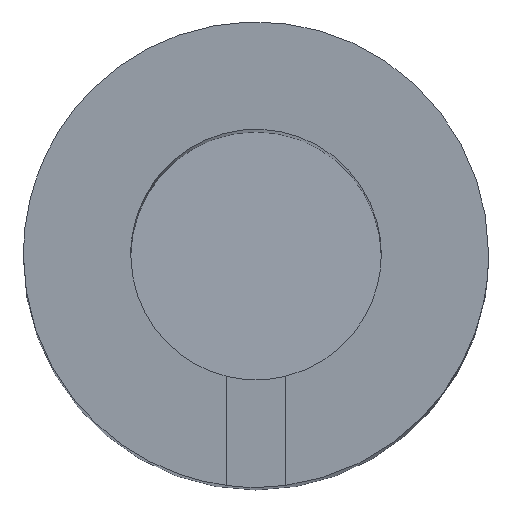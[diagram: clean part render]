
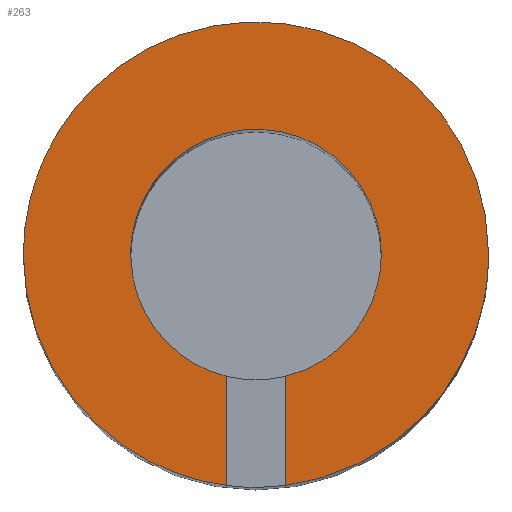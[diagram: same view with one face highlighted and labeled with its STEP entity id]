
A CAD part, top view. The second image highlights one B-rep face of the part: STEP entity #263.
In plain terms, the highlighted planar face has unit normal (0, -0.07, 0.998).
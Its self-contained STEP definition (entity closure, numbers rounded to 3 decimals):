
#3 = CARTESIAN_POINT ( 'NONE',  ( -3.9, 0., 26.598 ) ) ;
#6 = VERTEX_POINT ( 'NONE', #40 ) ;
#17 = EDGE_CURVE ( 'NONE', #136, #42, #211, .T. ) ;
#20 = CARTESIAN_POINT ( 'NONE',  ( 1.478, -1.8, 26.472 ) ) ;
#22 = CARTESIAN_POINT ( 'NONE',  ( -2.541, -3.604, 26.346 ) ) ;
#28 = DIRECTION ( 'NONE',  ( 0., 0.998, 0.07 ) ) ;
#32 = PLANE ( 'NONE',  #221 ) ;
#33 = VERTEX_POINT ( 'NONE', #218 ) ;
#38 = CARTESIAN_POINT ( 'NONE',  ( 0.5, -3.868, 26.327 ) ) ;
#40 = CARTESIAN_POINT ( 'NONE',  ( -2.1, 0., 26.598 ) ) ;
#42 = VERTEX_POINT ( 'NONE', #61 ) ;
#46 = CARTESIAN_POINT ( 'NONE',  ( -0.5, -3.868, 26.327 ) ) ;
#51 = CARTESIAN_POINT ( 'NONE',  ( -0.5, 0.063, 26.602 ) ) ;
#52 = CARTESIAN_POINT ( 'NONE',  ( -2.1, 4.2, 26.891 ) ) ;
#54 = EDGE_CURVE ( 'NONE', #6, #222, #252, .T. ) ;
#58 = ORIENTED_EDGE ( 'NONE', *, *, #275, .F. ) ;
#61 = CARTESIAN_POINT ( 'NONE',  ( 3.9, 0., 26.598 ) ) ;
#66 = ORIENTED_EDGE ( 'NONE', *, *, #150, .F. ) ;
#76 =( BOUNDED_CURVE ( )  B_SPLINE_CURVE ( 3, ( #313, #20, #268, #94 ),
 .UNSPECIFIED., .F., .T. ) 
 B_SPLINE_CURVE_WITH_KNOTS ( ( 4, 4 ),
 ( 0.24, 1.571 ),
 .UNSPECIFIED. ) 
 CURVE ( )  GEOMETRIC_REPRESENTATION_ITEM ( )  RATIONAL_B_SPLINE_CURVE ( ( 1., 0.858, 0.858, 1. ) ) 
 REPRESENTATION_ITEM ( '' )  );
#77 = CARTESIAN_POINT ( 'NONE',  ( -0.5, -3.868, 26.327 ) ) ;
#82 = ORIENTED_EDGE ( 'NONE', *, *, #17, .T. ) ;
#84 = VECTOR ( 'NONE', #28, 1000. ) ;
#94 = CARTESIAN_POINT ( 'NONE',  ( 2.1, 0., 26.598 ) ) ;
#104 = ORIENTED_EDGE ( 'NONE', *, *, #267, .T. ) ;
#109 = CARTESIAN_POINT ( 'NONE',  ( -2.1, 0., 26.598 ) ) ;
#113 =( BOUNDED_CURVE ( )  B_SPLINE_CURVE ( 3, ( #147, #261, #179, #151 ),
 .UNSPECIFIED., .F., .F. ) 
 B_SPLINE_CURVE_WITH_KNOTS ( ( 4, 4 ),
 ( 1.571, 4.712 ),
 .UNSPECIFIED. ) 
 CURVE ( )  GEOMETRIC_REPRESENTATION_ITEM ( )  RATIONAL_B_SPLINE_CURVE ( ( 1., 0.333, 0.333, 1. ) ) 
 REPRESENTATION_ITEM ( '' )  );
#114 = VERTEX_POINT ( 'NONE', #174 ) ;
#120 = CARTESIAN_POINT ( 'NONE',  ( -3.9, 0., 26.598 ) ) ;
#122 =( BOUNDED_CURVE ( )  B_SPLINE_CURVE ( 3, ( #120, #201, #22, #46 ),
 .UNSPECIFIED., .F., .T. ) 
 B_SPLINE_CURVE_WITH_KNOTS ( ( 4, 4 ),
 ( 4.712, 6.155 ),
 .UNSPECIFIED. ) 
 CURVE ( )  GEOMETRIC_REPRESENTATION_ITEM ( )  RATIONAL_B_SPLINE_CURVE ( ( 1., 0.834, 0.834, 1. ) ) 
 REPRESENTATION_ITEM ( '' )  );
#124 = DIRECTION ( 'NONE',  ( 1., 0., 0. ) ) ;
#130 = CARTESIAN_POINT ( 'NONE',  ( -2.1, 0., 26.598 ) ) ;
#134 = CARTESIAN_POINT ( 'NONE',  ( 0., 0.063, 26.602 ) ) ;
#136 = VERTEX_POINT ( 'NONE', #148 ) ;
#143 = CARTESIAN_POINT ( 'NONE',  ( -1.478, -1.8, 26.472 ) ) ;
#144 = ORIENTED_EDGE ( 'NONE', *, *, #286, .F. ) ;
#147 = CARTESIAN_POINT ( 'NONE',  ( 3.9, 0., 26.598 ) ) ;
#148 = CARTESIAN_POINT ( 'NONE',  ( 0.5, -3.868, 26.327 ) ) ;
#150 = EDGE_CURVE ( 'NONE', #114, #33, #76, .T. ) ;
#151 = CARTESIAN_POINT ( 'NONE',  ( -3.9, 0., 26.598 ) ) ;
#155 = FACE_OUTER_BOUND ( 'NONE', #328, .T. ) ;
#158 = DIRECTION ( 'NONE',  ( 0., -0.07, 0.998 ) ) ;
#160 = EDGE_CURVE ( 'NONE', #303, #249, #122, .T. ) ;
#161 = LINE ( 'NONE', #51, #308 ) ;
#174 = CARTESIAN_POINT ( 'NONE',  ( 0.5, -2.04, 26.455 ) ) ;
#179 = CARTESIAN_POINT ( 'NONE',  ( -3.9, 7.8, 27.143 ) ) ;
#193 = EDGE_CURVE ( 'NONE', #42, #303, #113, .T. ) ;
#194 = CARTESIAN_POINT ( 'NONE',  ( 2.541, -3.604, 26.346 ) ) ;
#195 = ORIENTED_EDGE ( 'NONE', *, *, #160, .T. ) ;
#201 = CARTESIAN_POINT ( 'NONE',  ( -3.9, -2.058, 26.454 ) ) ;
#211 =( BOUNDED_CURVE ( )  B_SPLINE_CURVE ( 3, ( #38, #194, #306, #337 ),
 .UNSPECIFIED., .F., .F. ) 
 B_SPLINE_CURVE_WITH_KNOTS ( ( 4, 4 ),
 ( 0.129, 1.571 ),
 .UNSPECIFIED. ) 
 CURVE ( )  GEOMETRIC_REPRESENTATION_ITEM ( )  RATIONAL_B_SPLINE_CURVE ( ( 1., 0.834, 0.834, 1. ) ) 
 REPRESENTATION_ITEM ( '' )  );
#218 = CARTESIAN_POINT ( 'NONE',  ( 2.1, 0., 26.598 ) ) ;
#221 = AXIS2_PLACEMENT_3D ( 'NONE', #134, #158, #124 ) ;
#222 = VERTEX_POINT ( 'NONE', #287 ) ;
#240 = DIRECTION ( 'NONE',  ( 0., 0.998, 0.07 ) ) ;
#243 = CARTESIAN_POINT ( 'NONE',  ( 0.5, 0.063, 26.602 ) ) ;
#249 = VERTEX_POINT ( 'NONE', #77 ) ;
#252 =( BOUNDED_CURVE ( )  B_SPLINE_CURVE ( 3, ( #109, #260, #143, #331 ),
 .UNSPECIFIED., .F., .F. ) 
 B_SPLINE_CURVE_WITH_KNOTS ( ( 4, 4 ),
 ( 4.712, 6.043 ),
 .UNSPECIFIED. ) 
 CURVE ( )  GEOMETRIC_REPRESENTATION_ITEM ( )  RATIONAL_B_SPLINE_CURVE ( ( 1., 0.858, 0.858, 1. ) ) 
 REPRESENTATION_ITEM ( '' )  );
#260 = CARTESIAN_POINT ( 'NONE',  ( -2.1, -1.007, 26.527 ) ) ;
#261 = CARTESIAN_POINT ( 'NONE',  ( 3.9, 7.8, 27.143 ) ) ;
#263 = ADVANCED_FACE ( 'NONE', ( #155 ), #32, .T. ) ;
#267 = EDGE_CURVE ( 'NONE', #249, #222, #161, .T. ) ;
#268 = CARTESIAN_POINT ( 'NONE',  ( 2.1, -1.007, 26.527 ) ) ;
#271 = CARTESIAN_POINT ( 'NONE',  ( 2.1, 0., 26.598 ) ) ;
#274 = ORIENTED_EDGE ( 'NONE', *, *, #193, .T. ) ;
#275 = EDGE_CURVE ( 'NONE', #33, #6, #321, .T. ) ;
#286 = EDGE_CURVE ( 'NONE', #136, #114, #319, .T. ) ;
#287 = CARTESIAN_POINT ( 'NONE',  ( -0.5, -2.04, 26.455 ) ) ;
#295 = CARTESIAN_POINT ( 'NONE',  ( 2.1, 4.2, 26.891 ) ) ;
#299 = ORIENTED_EDGE ( 'NONE', *, *, #54, .F. ) ;
#303 = VERTEX_POINT ( 'NONE', #3 ) ;
#306 = CARTESIAN_POINT ( 'NONE',  ( 3.9, -2.058, 26.454 ) ) ;
#308 = VECTOR ( 'NONE', #240, 1000. ) ;
#313 = CARTESIAN_POINT ( 'NONE',  ( 0.5, -2.04, 26.455 ) ) ;
#319 = LINE ( 'NONE', #243, #84 ) ;
#321 =( BOUNDED_CURVE ( )  B_SPLINE_CURVE ( 3, ( #271, #295, #52, #130 ),
 .UNSPECIFIED., .F., .F. ) 
 B_SPLINE_CURVE_WITH_KNOTS ( ( 4, 4 ),
 ( 1.571, 4.712 ),
 .UNSPECIFIED. ) 
 CURVE ( )  GEOMETRIC_REPRESENTATION_ITEM ( )  RATIONAL_B_SPLINE_CURVE ( ( 1., 0.333, 0.333, 1. ) ) 
 REPRESENTATION_ITEM ( '' )  );
#328 = EDGE_LOOP ( 'NONE', ( #82, #274, #195, #104, #299, #58, #66, #144 ) ) ;
#331 = CARTESIAN_POINT ( 'NONE',  ( -0.5, -2.04, 26.455 ) ) ;
#337 = CARTESIAN_POINT ( 'NONE',  ( 3.9, 0., 26.598 ) ) ;
